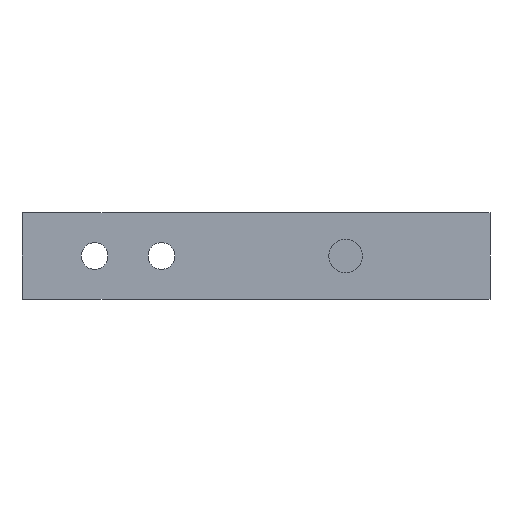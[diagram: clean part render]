
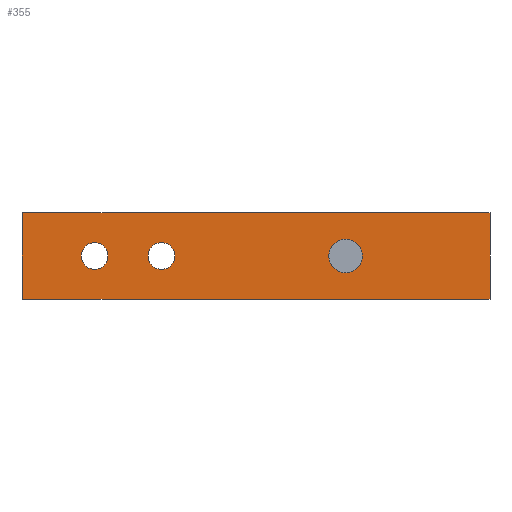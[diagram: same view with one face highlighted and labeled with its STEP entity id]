
A CAD part, front view. The second image highlights one B-rep face of the part: STEP entity #355.
In plain terms, the highlighted planar face has unit normal (0, -1, 0).
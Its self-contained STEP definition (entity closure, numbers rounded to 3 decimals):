
#13 = ORIENTED_EDGE ( 'NONE', *, *, #334, .T. ) ;
#16 = CARTESIAN_POINT ( 'NONE',  ( -35., 0., 6.5 ) ) ;
#17 = VERTEX_POINT ( 'NONE', #25 ) ;
#25 = CARTESIAN_POINT ( 'NONE',  ( 35., 0., 6.5 ) ) ;
#30 = DIRECTION ( 'NONE',  ( 0., 0., 1. ) ) ;
#35 = VERTEX_POINT ( 'NONE', #481 ) ;
#36 = CIRCLE ( 'NONE', #239, 2. ) ;
#42 = VECTOR ( 'NONE', #392, 1000. ) ;
#57 = DIRECTION ( 'NONE',  ( 0., 1., 0. ) ) ;
#60 = CARTESIAN_POINT ( 'NONE',  ( 35., 0., -6.5 ) ) ;
#70 = VERTEX_POINT ( 'NONE', #90 ) ;
#73 = ORIENTED_EDGE ( 'NONE', *, *, #162, .T. ) ;
#78 = VECTOR ( 'NONE', #385, 1000. ) ;
#86 = CIRCLE ( 'NONE', #468, 2. ) ;
#88 = EDGE_CURVE ( 'NONE', #101, #107, #517, .T. ) ;
#90 = CARTESIAN_POINT ( 'NONE',  ( -14.141, 0., 2. ) ) ;
#101 = VERTEX_POINT ( 'NONE', #60 ) ;
#104 = DIRECTION ( 'NONE',  ( 0., 1., 0. ) ) ;
#105 = VERTEX_POINT ( 'NONE', #229 ) ;
#106 = DIRECTION ( 'NONE',  ( 0., 0., 1. ) ) ;
#107 = VERTEX_POINT ( 'NONE', #475 ) ;
#108 = AXIS2_PLACEMENT_3D ( 'NONE', #353, #529, #152 ) ;
#110 = CARTESIAN_POINT ( 'NONE',  ( -14.141, 0., 0. ) ) ;
#113 = VERTEX_POINT ( 'NONE', #472 ) ;
#140 = ORIENTED_EDGE ( 'NONE', *, *, #453, .F. ) ;
#152 = DIRECTION ( 'NONE',  ( 0., 0., 1. ) ) ;
#158 = VECTOR ( 'NONE', #106, 1000. ) ;
#162 = EDGE_CURVE ( 'NONE', #113, #204, #527, .T. ) ;
#165 = DIRECTION ( 'NONE',  ( 0., 1., 0. ) ) ;
#169 = CIRCLE ( 'NONE', #458, 2.5 ) ;
#178 = DIRECTION ( 'NONE',  ( 0., 1., 0. ) ) ;
#180 = CARTESIAN_POINT ( 'NONE',  ( -14.141, 0., 0. ) ) ;
#186 = FACE_BOUND ( 'NONE', #444, .T. ) ;
#189 = FACE_BOUND ( 'NONE', #324, .T. ) ;
#201 = EDGE_CURVE ( 'NONE', #204, #113, #86, .T. ) ;
#204 = VERTEX_POINT ( 'NONE', #373 ) ;
#221 = ORIENTED_EDGE ( 'NONE', *, *, #238, .F. ) ;
#222 = DIRECTION ( 'NONE',  ( 0., 1., 0. ) ) ;
#229 = CARTESIAN_POINT ( 'NONE',  ( -14.141, 0., -2. ) ) ;
#238 = EDGE_CURVE ( 'NONE', #17, #101, #304, .T. ) ;
#239 = AXIS2_PLACEMENT_3D ( 'NONE', #180, #104, #30 ) ;
#240 = EDGE_LOOP ( 'NONE', ( #221, #368, #391, #428 ) ) ;
#242 = ORIENTED_EDGE ( 'NONE', *, *, #201, .T. ) ;
#255 = VERTEX_POINT ( 'NONE', #459 ) ;
#265 = CARTESIAN_POINT ( 'NONE',  ( -24.141, 0., 0. ) ) ;
#272 = FACE_BOUND ( 'NONE', #435, .T. ) ;
#276 = DIRECTION ( 'NONE',  ( 0., 0., 1. ) ) ;
#278 = CARTESIAN_POINT ( 'NONE',  ( -24.141, 0., 0. ) ) ;
#284 = DIRECTION ( 'NONE',  ( 0., 0., 1. ) ) ;
#288 = ORIENTED_EDGE ( 'NONE', *, *, #362, .F. ) ;
#292 = AXIS2_PLACEMENT_3D ( 'NONE', #265, #178, #421 ) ;
#304 = LINE ( 'NONE', #496, #42 ) ;
#308 = LINE ( 'NONE', #476, #479 ) ;
#324 = EDGE_LOOP ( 'NONE', ( #73, #242 ) ) ;
#326 = PLANE ( 'NONE',  #341 ) ;
#332 = CIRCLE ( 'NONE', #500, 2. ) ;
#334 = EDGE_CURVE ( 'NONE', #105, #70, #36, .T. ) ;
#341 = AXIS2_PLACEMENT_3D ( 'NONE', #482, #57, #276 ) ;
#344 = CARTESIAN_POINT ( 'NONE',  ( -35., 0., -6.5 ) ) ;
#353 = CARTESIAN_POINT ( 'NONE',  ( 13.395, 0., 0. ) ) ;
#355 = ADVANCED_FACE ( 'NONE', ( #186, #189, #272, #360 ), #326, .F. ) ;
#358 = CARTESIAN_POINT ( 'NONE',  ( 13.395, 0., 0. ) ) ;
#360 = FACE_OUTER_BOUND ( 'NONE', #240, .T. ) ;
#362 = EDGE_CURVE ( 'NONE', #255, #35, #405, .T. ) ;
#368 = ORIENTED_EDGE ( 'NONE', *, *, #407, .F. ) ;
#373 = CARTESIAN_POINT ( 'NONE',  ( -24.141, 0., -2. ) ) ;
#383 = DIRECTION ( 'NONE',  ( 1., 0., 0. ) ) ;
#385 = DIRECTION ( 'NONE',  ( -1., 0., 0. ) ) ;
#388 = DIRECTION ( 'NONE',  ( 0., 0., 1. ) ) ;
#390 = LINE ( 'NONE', #432, #158 ) ;
#391 = ORIENTED_EDGE ( 'NONE', *, *, #413, .F. ) ;
#392 = DIRECTION ( 'NONE',  ( 0., 0., -1. ) ) ;
#393 = VERTEX_POINT ( 'NONE', #16 ) ;
#405 = CIRCLE ( 'NONE', #108, 2.5 ) ;
#407 = EDGE_CURVE ( 'NONE', #393, #17, #308, .T. ) ;
#413 = EDGE_CURVE ( 'NONE', #107, #393, #390, .T. ) ;
#421 = DIRECTION ( 'NONE',  ( 0., 0., 1. ) ) ;
#428 = ORIENTED_EDGE ( 'NONE', *, *, #88, .F. ) ;
#432 = CARTESIAN_POINT ( 'NONE',  ( -35., 0., -6.5 ) ) ;
#435 = EDGE_LOOP ( 'NONE', ( #477, #13 ) ) ;
#444 = EDGE_LOOP ( 'NONE', ( #288, #140 ) ) ;
#450 = DIRECTION ( 'NONE',  ( 0., 0., 1. ) ) ;
#453 = EDGE_CURVE ( 'NONE', #35, #255, #169, .T. ) ;
#458 = AXIS2_PLACEMENT_3D ( 'NONE', #358, #533, #284 ) ;
#459 = CARTESIAN_POINT ( 'NONE',  ( 13.395, 0., 2.5 ) ) ;
#468 = AXIS2_PLACEMENT_3D ( 'NONE', #278, #222, #388 ) ;
#472 = CARTESIAN_POINT ( 'NONE',  ( -24.141, 0., 2. ) ) ;
#475 = CARTESIAN_POINT ( 'NONE',  ( -35., 0., -6.5 ) ) ;
#476 = CARTESIAN_POINT ( 'NONE',  ( -35., 0., 6.5 ) ) ;
#477 = ORIENTED_EDGE ( 'NONE', *, *, #535, .T. ) ;
#479 = VECTOR ( 'NONE', #383, 1000. ) ;
#481 = CARTESIAN_POINT ( 'NONE',  ( 13.395, 0., -2.5 ) ) ;
#482 = CARTESIAN_POINT ( 'NONE',  ( 0., 0., 0. ) ) ;
#496 = CARTESIAN_POINT ( 'NONE',  ( 35., 0., -6.5 ) ) ;
#500 = AXIS2_PLACEMENT_3D ( 'NONE', #110, #165, #450 ) ;
#517 = LINE ( 'NONE', #344, #78 ) ;
#527 = CIRCLE ( 'NONE', #292, 2. ) ;
#529 = DIRECTION ( 'NONE',  ( 0., -1., 0. ) ) ;
#533 = DIRECTION ( 'NONE',  ( 0., -1., 0. ) ) ;
#535 = EDGE_CURVE ( 'NONE', #70, #105, #332, .T. ) ;
